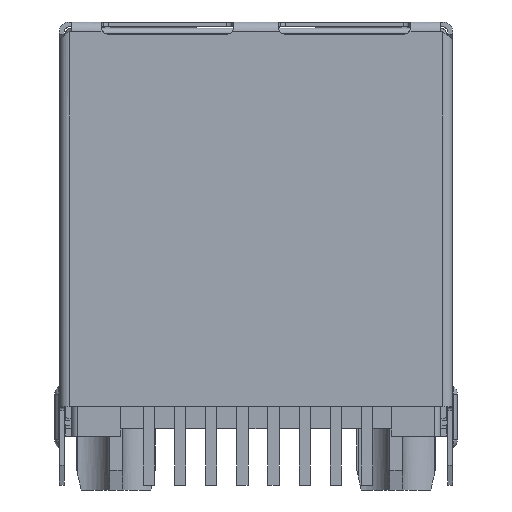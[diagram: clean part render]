
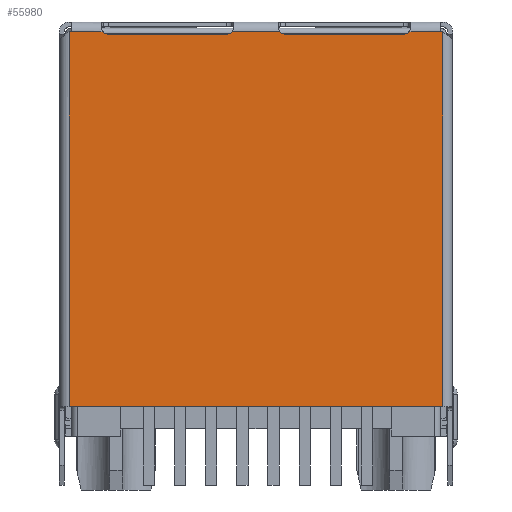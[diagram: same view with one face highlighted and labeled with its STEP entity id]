
A CAD part, front view. The second image highlights one B-rep face of the part: STEP entity #55980.
In plain terms, the highlighted planar face has unit normal (0, -1, 0).
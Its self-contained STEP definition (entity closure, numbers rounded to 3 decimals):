
#1639=CIRCLE('',#58619,0.3);
#1641=CIRCLE('',#58623,0.3);
#1686=CIRCLE('',#58729,0.3);
#1744=CIRCLE('',#58868,0.3);
#12010=ORIENTED_EDGE('',*,*,#18980,.T.);
#12011=ORIENTED_EDGE('',*,*,#18998,.T.);
#12012=ORIENTED_EDGE('',*,*,#18976,.F.);
#12013=ORIENTED_EDGE('',*,*,#19193,.T.);
#12014=ORIENTED_EDGE('',*,*,#19194,.F.);
#12015=ORIENTED_EDGE('',*,*,#18747,.T.);
#12016=ORIENTED_EDGE('',*,*,#18751,.F.);
#12017=ORIENTED_EDGE('',*,*,#18783,.T.);
#12018=ORIENTED_EDGE('',*,*,#18781,.T.);
#12019=ORIENTED_EDGE('',*,*,#18778,.F.);
#12020=ORIENTED_EDGE('',*,*,#18775,.T.);
#12021=ORIENTED_EDGE('',*,*,#19187,.T.);
#12022=ORIENTED_EDGE('',*,*,#19192,.T.);
#12023=ORIENTED_EDGE('',*,*,#19195,.T.);
#18747=EDGE_CURVE('',#23164,#23163,#27725,.T.);
#18751=EDGE_CURVE('',#23166,#23163,#27728,.T.);
#18775=EDGE_CURVE('',#23181,#23180,#1639,.T.);
#18778=EDGE_CURVE('',#23181,#23184,#27744,.T.);
#18781=EDGE_CURVE('',#23185,#23184,#1641,.T.);
#18783=EDGE_CURVE('',#23166,#23185,#27746,.T.);
#18976=EDGE_CURVE('',#23304,#23301,#27892,.T.);
#18980=EDGE_CURVE('',#23305,#23308,#1686,.T.);
#18998=EDGE_CURVE('',#23308,#23301,#27904,.T.);
#19187=EDGE_CURVE('',#23180,#23436,#28030,.T.);
#19192=EDGE_CURVE('',#23436,#23438,#1744,.T.);
#19193=EDGE_CURVE('',#23304,#23439,#28033,.T.);
#19194=EDGE_CURVE('',#23164,#23439,#28034,.T.);
#19195=EDGE_CURVE('',#23438,#23305,#28035,.T.);
#23163=VERTEX_POINT('',#81996);
#23164=VERTEX_POINT('',#81998);
#23166=VERTEX_POINT('',#82028);
#23180=VERTEX_POINT('',#82108);
#23181=VERTEX_POINT('',#82116);
#23184=VERTEX_POINT('',#82123);
#23185=VERTEX_POINT('',#82128);
#23301=VERTEX_POINT('',#82590);
#23304=VERTEX_POINT('',#82595);
#23305=VERTEX_POINT('',#82599);
#23308=VERTEX_POINT('',#82604);
#23436=VERTEX_POINT('',#83071);
#23438=VERTEX_POINT('',#83110);
#23439=VERTEX_POINT('',#83114);
#27725=LINE('',#81997,#32545);
#27728=LINE('',#82029,#32548);
#27744=LINE('',#82125,#32564);
#27746=LINE('',#82165,#32566);
#27892=LINE('',#82596,#32712);
#27904=LINE('',#82673,#32724);
#28030=LINE('',#83070,#32850);
#28033=LINE('',#83113,#32853);
#28034=LINE('',#83115,#32854);
#28035=LINE('',#83116,#32855);
#32545=VECTOR('',#67776,1000.);
#32548=VECTOR('',#67783,1000.);
#32564=VECTOR('',#67827,1000.);
#32566=VECTOR('',#67837,1000.);
#32712=VECTOR('',#68187,1000.);
#32724=VECTOR('',#68227,1000.);
#32850=VECTOR('',#68603,1000.);
#32853=VECTOR('',#68614,1000.);
#32854=VECTOR('',#68615,1000.);
#32855=VECTOR('',#68616,1000.);
#35459=EDGE_LOOP('',(#12010,#12011,#12012,#12013,#12014,#12015,#12016,#12017,
#12018,#12019,#12020,#12021,#12022,#12023));
#37795=FACE_BOUND('',#35459,.T.);
#39394=PLANE('',#58869);
#55980=ADVANCED_FACE('',(#37795),#39394,.F.);
#58619=AXIS2_PLACEMENT_3D('',#82119,#67821,#67822);
#58623=AXIS2_PLACEMENT_3D('',#82130,#67833,#67834);
#58729=AXIS2_PLACEMENT_3D('',#82605,#68194,#68195);
#58868=AXIS2_PLACEMENT_3D('',#83111,#68610,#68611);
#58869=AXIS2_PLACEMENT_3D('',#83112,#68612,#68613);
#67776=DIRECTION('',(0.,0.,1.));
#67783=DIRECTION('',(1.,0.,0.));
#67821=DIRECTION('',(0.,1.,0.));
#67822=DIRECTION('',(0.,0.,-1.));
#67827=DIRECTION('',(1.,0.,0.));
#67833=DIRECTION('',(0.,1.,0.));
#67834=DIRECTION('',(0.745,0.,-0.667));
#67837=DIRECTION('',(-1.,0.,0.));
#68187=DIRECTION('',(1.,0.,0.));
#68194=DIRECTION('',(0.,1.,0.));
#68195=DIRECTION('',(0.,0.,-1.));
#68227=DIRECTION('',(-1.,0.,0.));
#68603=DIRECTION('',(-1.,0.,0.));
#68610=DIRECTION('',(0.,1.,0.));
#68611=DIRECTION('',(0.745,0.,-0.667));
#68612=DIRECTION('',(0.,1.,0.));
#68613=DIRECTION('',(-1.,0.,0.));
#68614=DIRECTION('',(0.,0.,-1.));
#68615=DIRECTION('',(-1.,0.,0.));
#68616=DIRECTION('',(-1.,0.,0.));
#81996=CARTESIAN_POINT('',(15.505,-0.25,-0.15));
#81997=CARTESIAN_POINT('',(15.505,-0.25,-15.45));
#81998=CARTESIAN_POINT('',(15.505,-0.25,-15.45));
#82028=CARTESIAN_POINT('',(15.405,-0.25,-0.15));
#82029=CARTESIAN_POINT('',(15.405,-0.25,-0.15));
#82108=CARTESIAN_POINT('',(8.856,-0.25,-0.15));
#82116=CARTESIAN_POINT('',(9.08,-0.25,-0.25));
#82119=CARTESIAN_POINT('',(9.08,-0.25,0.05));
#82123=CARTESIAN_POINT('',(13.9,-0.25,-0.25));
#82125=CARTESIAN_POINT('',(9.08,-0.25,-0.25));
#82128=CARTESIAN_POINT('',(14.124,-0.25,-0.15));
#82130=CARTESIAN_POINT('',(13.9,-0.25,0.05));
#82165=CARTESIAN_POINT('',(15.405,-0.25,-0.15));
#82590=CARTESIAN_POINT('',(0.355,-0.25,-0.15));
#82595=CARTESIAN_POINT('',(0.255,-0.25,-0.15));
#82596=CARTESIAN_POINT('',(0.255,-0.25,-0.15));
#82599=CARTESIAN_POINT('',(1.86,-0.25,-0.25));
#82604=CARTESIAN_POINT('',(1.636,-0.25,-0.15));
#82605=CARTESIAN_POINT('',(1.86,-0.25,0.05));
#82673=CARTESIAN_POINT('',(1.636,-0.25,-0.15));
#83070=CARTESIAN_POINT('',(8.856,-0.25,-0.15));
#83071=CARTESIAN_POINT('',(6.904,-0.25,-0.15));
#83110=CARTESIAN_POINT('',(6.68,-0.25,-0.25));
#83111=CARTESIAN_POINT('',(6.68,-0.25,0.05));
#83112=CARTESIAN_POINT('',(7.88,-0.25,-7.8));
#83113=CARTESIAN_POINT('',(0.255,-0.25,-0.15));
#83114=CARTESIAN_POINT('',(0.255,-0.25,-15.45));
#83115=CARTESIAN_POINT('',(15.505,-0.25,-15.45));
#83116=CARTESIAN_POINT('',(6.68,-0.25,-0.25));
